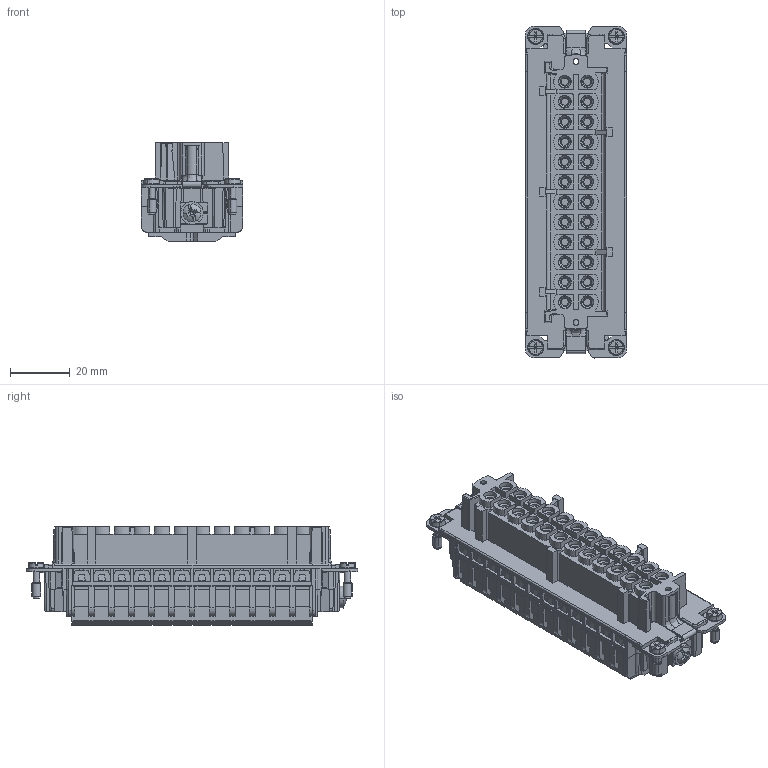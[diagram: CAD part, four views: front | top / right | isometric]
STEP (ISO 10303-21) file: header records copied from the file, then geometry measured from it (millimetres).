
FILE_DESCRIPTION(('CATIA V5 STEP Exchange','CAx-IF Rec.Pracs.--- Model Styling and Organization---1.5--- 2016-08-15','CAx-IF Rec.Pracs.---Supplemental Geometry---1.0---2011-11-01','CAx-IF Rec.Pracs.--- Composite Materials ---1.1---2010-07-15'),'2;1');
FILE_NAME ('020266-2_3', '2025-08-21T12:53:58+00:00', ('none'), ('Weidmueller'), 'CATIA Version 5-6 Release 2024 SP4', 'CATIA V5 STEP AP214 v3', 'none');
FILE_SCHEMA(('AUTOMOTIVE_DESIGN { 1 0 10303 214 1 1 1 1 }'));
Products named in the file (1): 1745790000
Bounding box: 34 x 111 x 33 mm (x, y, z)
Volume: 67605.9 mm3; surface area: 39091.4 mm2
Topology: 1 solids, 81 shells, 4937 faces, 15072 edges, 10250 vertices
Faces by surface type: plane 3615, cylinder 797, cone 429, torus 44, bspline 26, extrusion 10, sphere 8, revolution 8
Entity records: 160936 total; most frequent: CARTESIAN_POINT 37426, ORIENTED_EDGE 30110, DIRECTION 18578, EDGE_CURVE 15055, VECTOR 11598, LINE 11588, VERTEX_POINT 10250, EDGE_LOOP 5349
